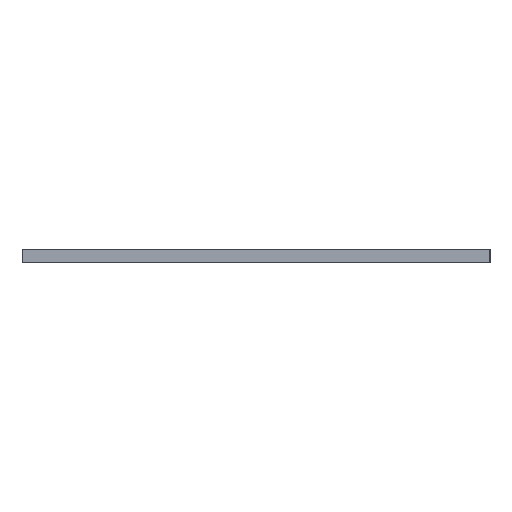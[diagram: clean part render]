
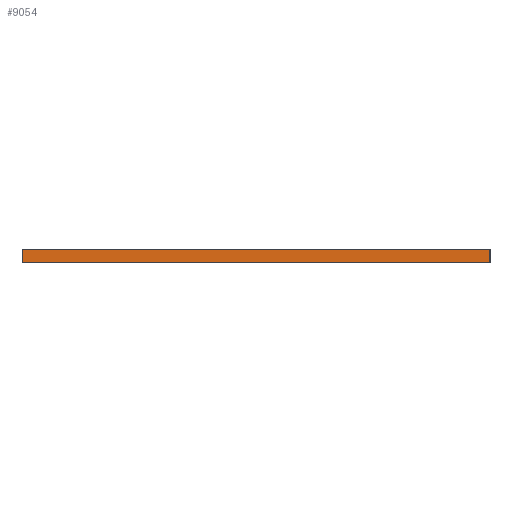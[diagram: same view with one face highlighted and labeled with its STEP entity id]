
A CAD part, left-side view. The second image highlights one B-rep face of the part: STEP entity #9054.
In plain terms, the highlighted planar face has unit normal (-1, 0, 0).
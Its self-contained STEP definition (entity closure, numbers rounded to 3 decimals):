
#53 = VECTOR ( 'NONE', #4986, 1000. ) ;
#395 = VERTEX_POINT ( 'NONE', #7221 ) ;
#1559 = VERTEX_POINT ( 'NONE', #4297 ) ;
#1809 = CARTESIAN_POINT ( 'NONE',  ( -50.45, 24., 1.4 ) ) ;
#1821 = DIRECTION ( 'NONE',  ( 0., 0., -1. ) ) ;
#2172 = ORIENTED_EDGE ( 'NONE', *, *, #3457, .T. ) ;
#2344 = CARTESIAN_POINT ( 'NONE',  ( -50.45, -24., 0. ) ) ;
#2573 = DIRECTION ( 'NONE',  ( 1., 0., 0. ) ) ;
#3413 = CARTESIAN_POINT ( 'NONE',  ( -50.45, -24., 1.4 ) ) ;
#3457 = EDGE_CURVE ( 'NONE', #1559, #4321, #6455, .T. ) ;
#3786 = VECTOR ( 'NONE', #9061, 1000. ) ;
#4193 = ORIENTED_EDGE ( 'NONE', *, *, #5214, .F. ) ;
#4297 = CARTESIAN_POINT ( 'NONE',  ( -50.45, 24., 0. ) ) ;
#4321 = VERTEX_POINT ( 'NONE', #8048 ) ;
#4944 = EDGE_LOOP ( 'NONE', ( #2172, #9221, #4193, #9263 ) ) ;
#4986 = DIRECTION ( 'NONE',  ( 0., -1., 0. ) ) ;
#5158 = DIRECTION ( 'NONE',  ( 0., 0., -1. ) ) ;
#5214 = EDGE_CURVE ( 'NONE', #9826, #395, #6083, .T. ) ;
#5932 = EDGE_CURVE ( 'NONE', #395, #4321, #8761, .T. ) ;
#5940 = AXIS2_PLACEMENT_3D ( 'NONE', #3413, #2573, #5158 ) ;
#6083 = LINE ( 'NONE', #8743, #9280 ) ;
#6455 = LINE ( 'NONE', #2344, #53 ) ;
#6894 = VECTOR ( 'NONE', #1821, 1000. ) ;
#7221 = CARTESIAN_POINT ( 'NONE',  ( -50.45, -24., 1.4 ) ) ;
#7697 = FACE_OUTER_BOUND ( 'NONE', #4944, .T. ) ;
#7834 = DIRECTION ( 'NONE',  ( 0., -1., 0. ) ) ;
#7966 = EDGE_CURVE ( 'NONE', #9826, #1559, #10756, .T. ) ;
#8048 = CARTESIAN_POINT ( 'NONE',  ( -50.45, -24., 0. ) ) ;
#8265 = CARTESIAN_POINT ( 'NONE',  ( -50.45, 24., 1.4 ) ) ;
#8743 = CARTESIAN_POINT ( 'NONE',  ( -50.45, -24., 1.4 ) ) ;
#8761 = LINE ( 'NONE', #9551, #6894 ) ;
#9054 = ADVANCED_FACE ( 'NONE', ( #7697 ), #11140, .F. ) ;
#9061 = DIRECTION ( 'NONE',  ( 0., 0., -1. ) ) ;
#9221 = ORIENTED_EDGE ( 'NONE', *, *, #5932, .F. ) ;
#9263 = ORIENTED_EDGE ( 'NONE', *, *, #7966, .T. ) ;
#9280 = VECTOR ( 'NONE', #7834, 1000. ) ;
#9551 = CARTESIAN_POINT ( 'NONE',  ( -50.45, -24., 1.4 ) ) ;
#9826 = VERTEX_POINT ( 'NONE', #1809 ) ;
#10756 = LINE ( 'NONE', #8265, #3786 ) ;
#11140 = PLANE ( 'NONE',  #5940 ) ;
